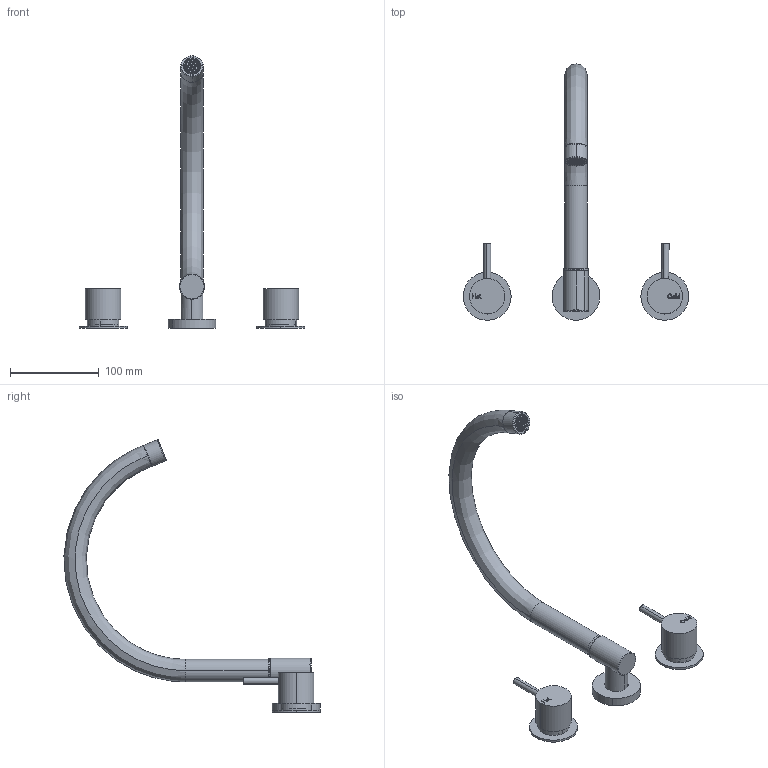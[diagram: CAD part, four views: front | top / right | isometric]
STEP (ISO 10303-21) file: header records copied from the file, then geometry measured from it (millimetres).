
FILE_DESCRIPTION (( 'STEP AP214' ), '1' );
FILE_NAME ('SUSSEX_SCALA_SWSS_wall_spa_set_curved_shell.STEP', '2021-07-12T02:12:22', ( '' ), ( '' ), 'SwSTEP 2.0', 'SolidWorks 2020', '' );
FILE_SCHEMA (( 'AUTOMOTIVE_DESIGN' ));
Length unit declared in the file: millimetre
Products named in the file (1): SUSSEX_SCALA_SWSS_wall_spa_set_curved_shell
Bounding box: 254 x 288.43 x 307.01 mm (x, y, z)
Volume: 167385.8 mm3; surface area: 134833.3 mm2
Topology: 15 solids, 15 shells, 533 faces, 1559 edges, 902 vertices
Faces by surface type: cylinder 325, plane 103, bspline 61, cone 36, torus 8
Entity records: 30082 total; most frequent: CARTESIAN_POINT 12291, ORIENTED_EDGE 3118, DIRECTION 2133, EDGE_CURVE 1559, VERTEX_POINT 902, LINE 715, VECTOR 715, AXIS2_PLACEMENT_3D 709
